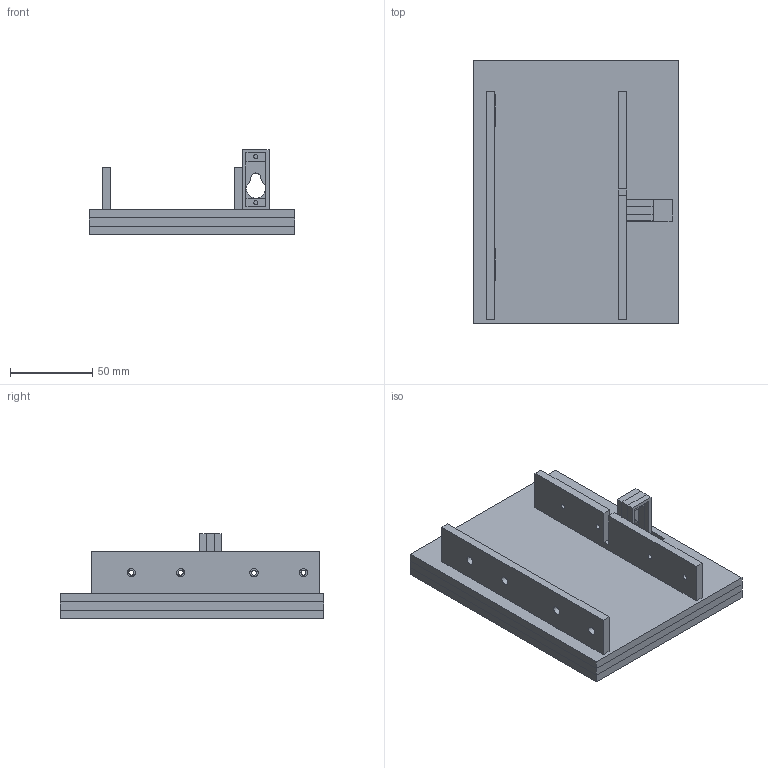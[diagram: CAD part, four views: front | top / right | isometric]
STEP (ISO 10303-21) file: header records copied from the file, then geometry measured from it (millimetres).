
FILE_DESCRIPTION(/* description */ (''),/* implementation_level */ '2;1');
FILE_NAME(/* name */ 'Servo-Sensor Gate Validator v7.step',/* time_stamp */ '2024-07-10T10:52:43+05:30',/* author */ (''),/* organization */ (''),/* preprocessor_version */ 'ST-DEVELOPER v20',/* originating_system */ 'Autodesk Translation Framework v13.14.0.145',/* authorisation */ '');
FILE_SCHEMA (('AUTOMOTIVE_DESIGN { 1 0 10303 214 3 1 1 }'));
Length unit declared in the file: millimetre
Products named in the file (9): Servo-Sensor Gate Validator; Body8 (1); Body7 (1); Body6 (1); Body5 (1); Body4 (1); Body3 (1); Body2 (1); Body1 (1)
Assembly tree (8 placements, depth 2):
  Servo-Sensor Gate Validator
    Body8 (1)
    Body7 (1)
    Body6 (1)
    Body5 (1)
    Body4 (1)
    Body3 (1)
    Body2 (1)
    Body1 (1)
Bounding box: 125 x 160 x 51.5 mm (x, y, z)
Volume: 333669.8 mm3; surface area: 153419.1 mm2
Topology: 8 solids, 8 shells, 154 faces, 408 edges, 272 vertices
Faces by surface type: plane 138, cylinder 16
Full cylindrical faces by diameter (mm): 2.5 x4, 3 x4, 5 x4
Entity records: 5073 total; most frequent: CARTESIAN_POINT 851, ORIENTED_EDGE 816, DIRECTION 782, EDGE_CURVE 408, LINE 376, VECTOR 376, VERTEX_POINT 272, AXIS2_PLACEMENT_3D 203
